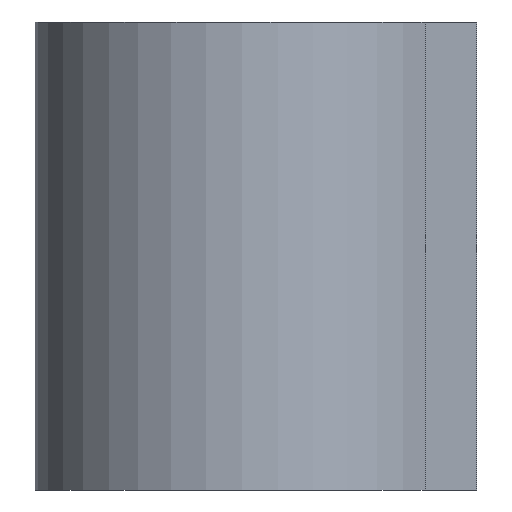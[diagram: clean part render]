
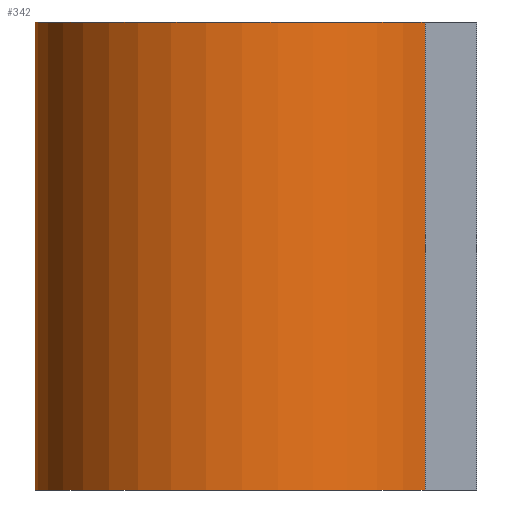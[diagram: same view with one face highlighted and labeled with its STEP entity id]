
A CAD part, left-side view. The second image highlights one B-rep face of the part: STEP entity #342.
In plain terms, the highlighted cylindrical face has radius 3.065 mm (diameter 6.13 mm), a partial arc.
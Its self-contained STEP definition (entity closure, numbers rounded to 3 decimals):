
#5 = CIRCLE ( 'NONE', #163, 3.065 ) ;
#6 = CARTESIAN_POINT ( 'NONE',  ( 0., 0., 6.8 ) ) ;
#10 = DIRECTION ( 'NONE',  ( 1., 0., 0. ) ) ;
#13 = EDGE_CURVE ( 'NONE', #287, #248, #155, .T. ) ;
#18 = CARTESIAN_POINT ( 'NONE',  ( -1.623, -2.6, 0. ) ) ;
#52 = VERTEX_POINT ( 'NONE', #18 ) ;
#63 = CARTESIAN_POINT ( 'NONE',  ( 1.623, -2.6, 6.8 ) ) ;
#77 = VECTOR ( 'NONE', #245, 1000. ) ;
#87 = DIRECTION ( 'NONE',  ( 0., 0., -1. ) ) ;
#103 = ORIENTED_EDGE ( 'NONE', *, *, #149, .F. ) ;
#110 = DIRECTION ( 'NONE',  ( -1., 0., 0. ) ) ;
#115 = ORIENTED_EDGE ( 'NONE', *, *, #236, .F. ) ;
#122 = DIRECTION ( 'NONE',  ( 0., 0., 1. ) ) ;
#123 = VECTOR ( 'NONE', #213, 1000. ) ;
#139 = LINE ( 'NONE', #144, #77 ) ;
#144 = CARTESIAN_POINT ( 'NONE',  ( -1.623, -2.6, 6.8 ) ) ;
#149 = EDGE_CURVE ( 'NONE', #335, #52, #139, .T. ) ;
#152 = AXIS2_PLACEMENT_3D ( 'NONE', #184, #208, #10 ) ;
#155 = LINE ( 'NONE', #296, #123 ) ;
#159 = CARTESIAN_POINT ( 'NONE',  ( -1.623, -2.6, 6.8 ) ) ;
#161 = ORIENTED_EDGE ( 'NONE', *, *, #13, .T. ) ;
#163 = AXIS2_PLACEMENT_3D ( 'NONE', #193, #122, #203 ) ;
#184 = CARTESIAN_POINT ( 'NONE',  ( 0., 0., 6.8 ) ) ;
#191 = ORIENTED_EDGE ( 'NONE', *, *, #269, .T. ) ;
#193 = CARTESIAN_POINT ( 'NONE',  ( 0., 0., 0. ) ) ;
#203 = DIRECTION ( 'NONE',  ( 1., 0., 0. ) ) ;
#205 = FACE_OUTER_BOUND ( 'NONE', #250, .T. ) ;
#208 = DIRECTION ( 'NONE',  ( 0., 0., 1. ) ) ;
#213 = DIRECTION ( 'NONE',  ( 0., 0., -1. ) ) ;
#236 = EDGE_CURVE ( 'NONE', #287, #335, #283, .T. ) ;
#239 = CARTESIAN_POINT ( 'NONE',  ( 1.623, -2.6, 0. ) ) ;
#243 = CYLINDRICAL_SURFACE ( 'NONE', #338, 3.065 ) ;
#245 = DIRECTION ( 'NONE',  ( 0., 0., -1. ) ) ;
#248 = VERTEX_POINT ( 'NONE', #239 ) ;
#250 = EDGE_LOOP ( 'NONE', ( #191, #103, #115, #161 ) ) ;
#269 = EDGE_CURVE ( 'NONE', #248, #52, #5, .T. ) ;
#283 = CIRCLE ( 'NONE', #152, 3.065 ) ;
#287 = VERTEX_POINT ( 'NONE', #63 ) ;
#296 = CARTESIAN_POINT ( 'NONE',  ( 1.623, -2.6, 6.8 ) ) ;
#335 = VERTEX_POINT ( 'NONE', #159 ) ;
#338 = AXIS2_PLACEMENT_3D ( 'NONE', #6, #87, #110 ) ;
#342 = ADVANCED_FACE ( 'NONE', ( #205 ), #243, .T. ) ;
